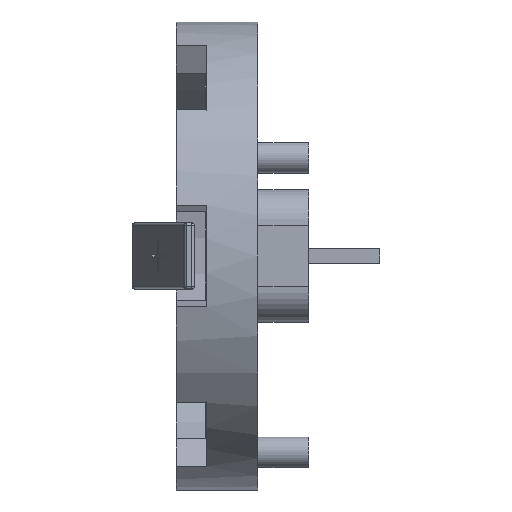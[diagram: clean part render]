
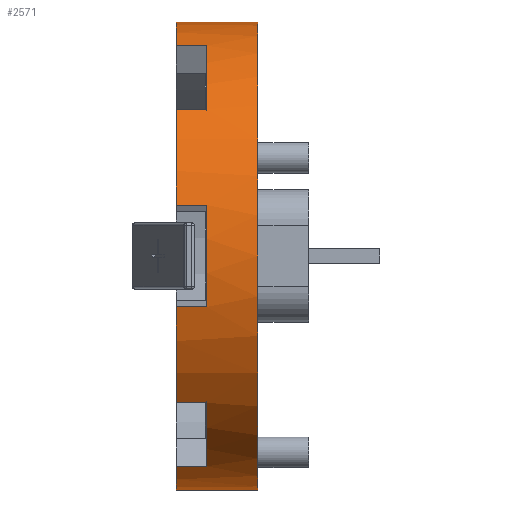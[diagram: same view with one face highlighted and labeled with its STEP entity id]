
A CAD part, left-side view. The second image highlights one B-rep face of the part: STEP entity #2571.
In plain terms, the highlighted cylindrical face has radius 11.5 mm (diameter 23 mm), a partial arc.
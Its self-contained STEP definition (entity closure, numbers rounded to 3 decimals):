
#1 = VERTEX_POINT ( 'NONE', #3327 ) ;
#47 = VERTEX_POINT ( 'NONE', #1441 ) ;
#115 = VERTEX_POINT ( 'NONE', #1905 ) ;
#237 = VERTEX_POINT ( 'NONE', #446 ) ;
#283 = ORIENTED_EDGE ( 'NONE', *, *, #928, .T. ) ;
#297 = CARTESIAN_POINT ( 'NONE',  ( -5.044, 2.5, -10.335 ) ) ;
#325 = EDGE_CURVE ( 'NONE', #47, #522, #2593, .T. ) ;
#335 = DIRECTION ( 'NONE',  ( 0., 1., 0. ) ) ;
#366 = EDGE_CURVE ( 'NONE', #780, #3686, #3024, .T. ) ;
#368 = CARTESIAN_POINT ( 'NONE',  ( 0., 4., 0. ) ) ;
#374 = DIRECTION ( 'NONE',  ( 0., 1., 0. ) ) ;
#379 = CARTESIAN_POINT ( 'NONE',  ( -5.044, 2.5, -10.335 ) ) ;
#396 = CARTESIAN_POINT ( 'NONE',  ( 0., 4., 11.5 ) ) ;
#406 = EDGE_CURVE ( 'NONE', #1576, #2115, #3733, .T. ) ;
#423 = CARTESIAN_POINT ( 'NONE',  ( 0., 0., -11.5 ) ) ;
#446 = CARTESIAN_POINT ( 'NONE',  ( -8.953, 2.5, 7.217 ) ) ;
#473 = CARTESIAN_POINT ( 'NONE',  ( -8.953, 4., 7.217 ) ) ;
#488 = ORIENTED_EDGE ( 'NONE', *, *, #2323, .F. ) ;
#522 = VERTEX_POINT ( 'NONE', #1381 ) ;
#617 = DIRECTION ( 'NONE',  ( 0., 0., 1. ) ) ;
#708 = DIRECTION ( 'NONE',  ( 0., 1., 0. ) ) ;
#773 = ORIENTED_EDGE ( 'NONE', *, *, #2582, .F. ) ;
#776 = EDGE_CURVE ( 'NONE', #3686, #47, #1715, .T. ) ;
#780 = VERTEX_POINT ( 'NONE', #3726 ) ;
#849 = VERTEX_POINT ( 'NONE', #3818 ) ;
#870 = EDGE_CURVE ( 'NONE', #237, #4849, #3111, .T. ) ;
#917 = VERTEX_POINT ( 'NONE', #297 ) ;
#928 = EDGE_CURVE ( 'NONE', #1104, #522, #1174, .T. ) ;
#972 = VECTOR ( 'NONE', #5034, 1000. ) ;
#976 = VECTOR ( 'NONE', #4492, 1000. ) ;
#989 = CIRCLE ( 'NONE', #1622, 11.5 ) ;
#1005 = CARTESIAN_POINT ( 'NONE',  ( 0., 4., 0. ) ) ;
#1034 = CARTESIAN_POINT ( 'NONE',  ( -5.044, 4., 10.335 ) ) ;
#1085 = CARTESIAN_POINT ( 'NONE',  ( 0., 2.5, 0. ) ) ;
#1104 = VERTEX_POINT ( 'NONE', #423 ) ;
#1132 = DIRECTION ( 'NONE',  ( 0., 0., 1. ) ) ;
#1174 = CIRCLE ( 'NONE', #1882, 11.5 ) ;
#1183 = CARTESIAN_POINT ( 'NONE',  ( -5.044, 2.5, 10.335 ) ) ;
#1196 = VERTEX_POINT ( 'NONE', #4532 ) ;
#1199 = ORIENTED_EDGE ( 'NONE', *, *, #3321, .F. ) ;
#1261 = ORIENTED_EDGE ( 'NONE', *, *, #776, .F. ) ;
#1268 = EDGE_CURVE ( 'NONE', #917, #3554, #4062, .T. ) ;
#1272 = ORIENTED_EDGE ( 'NONE', *, *, #4249, .T. ) ;
#1357 = VECTOR ( 'NONE', #3960, 1000. ) ;
#1368 = AXIS2_PLACEMENT_3D ( 'NONE', #4064, #2927, #3257 ) ;
#1381 = CARTESIAN_POINT ( 'NONE',  ( 0., 0., 11.5 ) ) ;
#1386 = VERTEX_POINT ( 'NONE', #3364 ) ;
#1441 = CARTESIAN_POINT ( 'NONE',  ( 0., 4., 11.5 ) ) ;
#1462 = AXIS2_PLACEMENT_3D ( 'NONE', #3373, #4951, #4970 ) ;
#1576 = VERTEX_POINT ( 'NONE', #2454 ) ;
#1622 = AXIS2_PLACEMENT_3D ( 'NONE', #2264, #374, #1941 ) ;
#1715 = CIRCLE ( 'NONE', #1462, 11.5 ) ;
#1791 = DIRECTION ( 'NONE',  ( 0., 0., 1. ) ) ;
#1841 = LINE ( 'NONE', #3547, #1357 ) ;
#1882 = AXIS2_PLACEMENT_3D ( 'NONE', #3791, #708, #3813 ) ;
#1905 = CARTESIAN_POINT ( 'NONE',  ( 0., 4., -11.5 ) ) ;
#1915 = CARTESIAN_POINT ( 'NONE',  ( -8.953, 2.5, -7.217 ) ) ;
#1941 = DIRECTION ( 'NONE',  ( 0., 0., 1. ) ) ;
#1998 = CARTESIAN_POINT ( 'NONE',  ( -11.225, 2.5, 2.5 ) ) ;
#2066 = DIRECTION ( 'NONE',  ( 0., 1., 0. ) ) ;
#2095 = CYLINDRICAL_SURFACE ( 'NONE', #1368, 11.5 ) ;
#2115 = VERTEX_POINT ( 'NONE', #1998 ) ;
#2178 = CARTESIAN_POINT ( 'NONE',  ( 0., 2.5, 0. ) ) ;
#2183 = AXIS2_PLACEMENT_3D ( 'NONE', #1085, #3492, #2409 ) ;
#2184 = ORIENTED_EDGE ( 'NONE', *, *, #870, .T. ) ;
#2264 = CARTESIAN_POINT ( 'NONE',  ( 0., 4., 0. ) ) ;
#2319 = CARTESIAN_POINT ( 'NONE',  ( -8.953, 2.5, 7.217 ) ) ;
#2323 = EDGE_CURVE ( 'NONE', #237, #780, #4450, .T. ) ;
#2409 = DIRECTION ( 'NONE',  ( 0., 0., 1. ) ) ;
#2432 = CARTESIAN_POINT ( 'NONE',  ( 0., 4., -11.5 ) ) ;
#2454 = CARTESIAN_POINT ( 'NONE',  ( -11.225, 2.5, -2.5 ) ) ;
#2484 = EDGE_LOOP ( 'NONE', ( #2970, #1261, #3282, #488, #2184, #2962, #773, #2585, #3089, #3032, #1199, #3196, #3332, #3232, #1272, #283 ) ) ;
#2535 = DIRECTION ( 'NONE',  ( 0., -1., 0. ) ) ;
#2563 = DIRECTION ( 'NONE',  ( 0., 1., 0. ) ) ;
#2571 = ADVANCED_FACE ( 'NONE', ( #4891 ), #2095, .T. ) ;
#2582 = EDGE_CURVE ( 'NONE', #2115, #849, #2871, .T. ) ;
#2585 = ORIENTED_EDGE ( 'NONE', *, *, #406, .F. ) ;
#2593 = LINE ( 'NONE', #396, #3563 ) ;
#2742 = AXIS2_PLACEMENT_3D ( 'NONE', #368, #3102, #1132 ) ;
#2748 = EDGE_CURVE ( 'NONE', #849, #4849, #3475, .T. ) ;
#2750 = VECTOR ( 'NONE', #2882, 1000. ) ;
#2871 = LINE ( 'NONE', #2895, #2750 ) ;
#2882 = DIRECTION ( 'NONE',  ( 0., 1., 0. ) ) ;
#2895 = CARTESIAN_POINT ( 'NONE',  ( -11.225, 2.5, 2.5 ) ) ;
#2927 = DIRECTION ( 'NONE',  ( 0., -1., 0. ) ) ;
#2962 = ORIENTED_EDGE ( 'NONE', *, *, #2748, .F. ) ;
#2970 = ORIENTED_EDGE ( 'NONE', *, *, #325, .F. ) ;
#3024 = LINE ( 'NONE', #1183, #3309 ) ;
#3032 = ORIENTED_EDGE ( 'NONE', *, *, #3922, .F. ) ;
#3041 = VECTOR ( 'NONE', #335, 1000. ) ;
#3089 = ORIENTED_EDGE ( 'NONE', *, *, #3423, .T. ) ;
#3100 = EDGE_CURVE ( 'NONE', #917, #1386, #4271, .T. ) ;
#3102 = DIRECTION ( 'NONE',  ( 0., 1., 0. ) ) ;
#3111 = LINE ( 'NONE', #2319, #3041 ) ;
#3196 = ORIENTED_EDGE ( 'NONE', *, *, #1268, .F. ) ;
#3205 = DIRECTION ( 'NONE',  ( 0., 1., 0. ) ) ;
#3232 = ORIENTED_EDGE ( 'NONE', *, *, #3345, .F. ) ;
#3257 = DIRECTION ( 'NONE',  ( 0., 0., -1. ) ) ;
#3282 = ORIENTED_EDGE ( 'NONE', *, *, #366, .F. ) ;
#3309 = VECTOR ( 'NONE', #3205, 1000. ) ;
#3321 = EDGE_CURVE ( 'NONE', #3554, #1196, #3580, .T. ) ;
#3327 = CARTESIAN_POINT ( 'NONE',  ( -11.225, 4., -2.5 ) ) ;
#3332 = ORIENTED_EDGE ( 'NONE', *, *, #3100, .T. ) ;
#3341 = AXIS2_PLACEMENT_3D ( 'NONE', #1005, #3711, #1791 ) ;
#3345 = EDGE_CURVE ( 'NONE', #115, #1386, #5009, .T. ) ;
#3364 = CARTESIAN_POINT ( 'NONE',  ( -5.044, 4., -10.335 ) ) ;
#3373 = CARTESIAN_POINT ( 'NONE',  ( 0., 4., 0. ) ) ;
#3423 = EDGE_CURVE ( 'NONE', #1576, #1, #1841, .T. ) ;
#3475 = CIRCLE ( 'NONE', #3341, 11.5 ) ;
#3492 = DIRECTION ( 'NONE',  ( 0., 1., 0. ) ) ;
#3547 = CARTESIAN_POINT ( 'NONE',  ( -11.225, 2.5, -2.5 ) ) ;
#3554 = VERTEX_POINT ( 'NONE', #3703 ) ;
#3563 = VECTOR ( 'NONE', #4297, 1000. ) ;
#3580 = LINE ( 'NONE', #1915, #972 ) ;
#3594 = VECTOR ( 'NONE', #2535, 1000. ) ;
#3630 = CARTESIAN_POINT ( 'NONE',  ( 0., 2.5, 0. ) ) ;
#3686 = VERTEX_POINT ( 'NONE', #1034 ) ;
#3703 = CARTESIAN_POINT ( 'NONE',  ( -8.953, 2.5, -7.217 ) ) ;
#3711 = DIRECTION ( 'NONE',  ( 0., 1., 0. ) ) ;
#3726 = CARTESIAN_POINT ( 'NONE',  ( -5.044, 2.5, 10.335 ) ) ;
#3733 = CIRCLE ( 'NONE', #4859, 11.5 ) ;
#3791 = CARTESIAN_POINT ( 'NONE',  ( 0., 0., 0. ) ) ;
#3813 = DIRECTION ( 'NONE',  ( 0., 0., 1. ) ) ;
#3818 = CARTESIAN_POINT ( 'NONE',  ( -11.225, 4., 2.5 ) ) ;
#3922 = EDGE_CURVE ( 'NONE', #1196, #1, #989, .T. ) ;
#3960 = DIRECTION ( 'NONE',  ( 0., 1., 0. ) ) ;
#3969 = LINE ( 'NONE', #2432, #3594 ) ;
#4016 = DIRECTION ( 'NONE',  ( 0., 0., 1. ) ) ;
#4062 = CIRCLE ( 'NONE', #4550, 11.5 ) ;
#4064 = CARTESIAN_POINT ( 'NONE',  ( 0., 4., 0. ) ) ;
#4249 = EDGE_CURVE ( 'NONE', #115, #1104, #3969, .T. ) ;
#4271 = LINE ( 'NONE', #379, #976 ) ;
#4297 = DIRECTION ( 'NONE',  ( 0., -1., 0. ) ) ;
#4450 = CIRCLE ( 'NONE', #2183, 11.5 ) ;
#4492 = DIRECTION ( 'NONE',  ( 0., 1., 0. ) ) ;
#4532 = CARTESIAN_POINT ( 'NONE',  ( -8.953, 4., -7.217 ) ) ;
#4550 = AXIS2_PLACEMENT_3D ( 'NONE', #2178, #2563, #617 ) ;
#4849 = VERTEX_POINT ( 'NONE', #473 ) ;
#4859 = AXIS2_PLACEMENT_3D ( 'NONE', #3630, #2066, #4016 ) ;
#4891 = FACE_OUTER_BOUND ( 'NONE', #2484, .T. ) ;
#4951 = DIRECTION ( 'NONE',  ( 0., 1., 0. ) ) ;
#4970 = DIRECTION ( 'NONE',  ( 0., 0., 1. ) ) ;
#5009 = CIRCLE ( 'NONE', #2742, 11.5 ) ;
#5034 = DIRECTION ( 'NONE',  ( 0., 1., 0. ) ) ;
